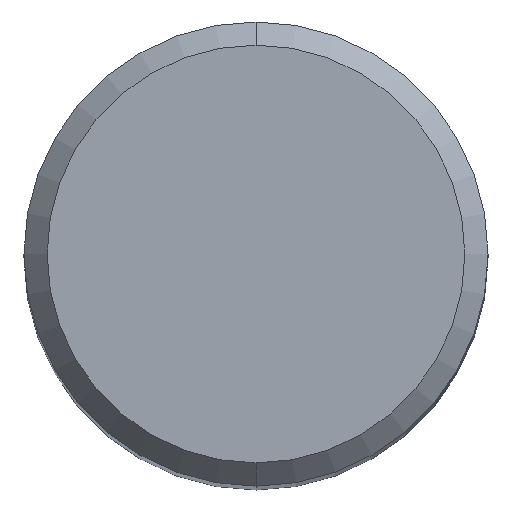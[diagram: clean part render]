
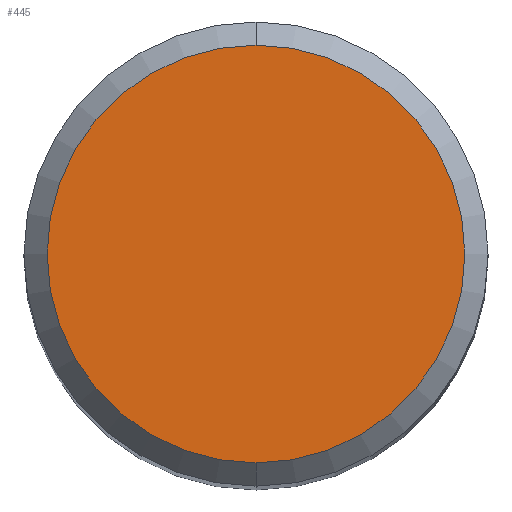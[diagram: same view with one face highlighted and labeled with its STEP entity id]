
A CAD part, top view. The second image highlights one B-rep face of the part: STEP entity #445.
In plain terms, the highlighted planar face has unit normal (0, 0, 1).
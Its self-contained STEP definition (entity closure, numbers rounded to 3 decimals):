
#195=EDGE_CURVE('',#437,#319,#514,.T.);
#319=VERTEX_POINT('',#649);
#367=EDGE_CURVE('',#319,#437,#702,.T.);
#437=VERTEX_POINT('',#783);
#445=ADVANCED_FACE('',(#791),#792,.T.);
#514=CIRCLE('',#860,4.5);
#649=CARTESIAN_POINT('',(0.0,4.5,0.0));
#702=CIRCLE('',#1286,4.5);
#783=CARTESIAN_POINT('',(0.,-4.5,0.0));
#791=FACE_OUTER_BOUND('',#1447,.T.);
#792=PLANE('',#1448);
#860=AXIS2_PLACEMENT_3D('',#1545,#1546,#1547);
#1286=AXIS2_PLACEMENT_3D('',#1746,#1747,#1748);
#1447=EDGE_LOOP('',(#1861,#1862));
#1448=AXIS2_PLACEMENT_3D('',#1863,#1864,#1865);
#1545=CARTESIAN_POINT('',(0.0,0.0,0.0));
#1546=DIRECTION('',(0.0,0.0,-1.0));
#1547=DIRECTION('',(0.0,1.0,0.0));
#1746=CARTESIAN_POINT('',(0.0,0.0,0.0));
#1747=DIRECTION('',(0.0,0.0,-1.0));
#1748=DIRECTION('',(0.0,1.0,0.0));
#1861=ORIENTED_EDGE('',*,*,#367,.F.);
#1862=ORIENTED_EDGE('',*,*,#195,.F.);
#1863=CARTESIAN_POINT('',(0.0,2.25,0.0));
#1864=DIRECTION('',(-0.0,0.0,1.0));
#1865=DIRECTION('',(0.0,-1.0,0.0));
